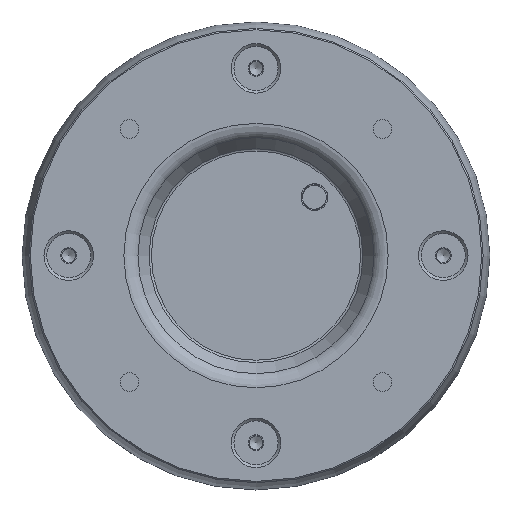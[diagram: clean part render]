
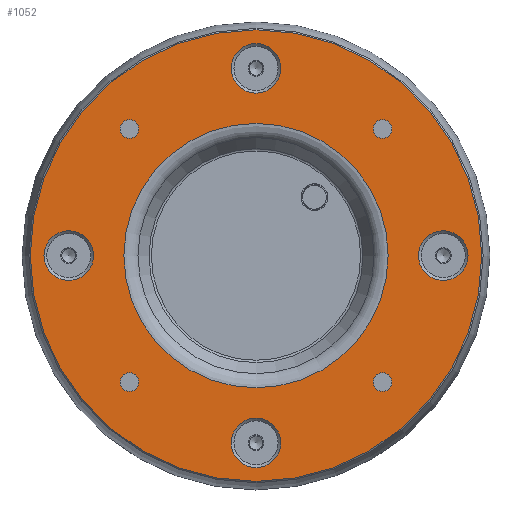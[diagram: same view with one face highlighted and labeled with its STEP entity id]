
A CAD part, top view. The second image highlights one B-rep face of the part: STEP entity #1052.
In plain terms, the highlighted planar face has unit normal (0, 0, 1).
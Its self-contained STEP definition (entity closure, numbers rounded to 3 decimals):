
#1052=ADVANCED_FACE('',(#1578,#1579,#1580,#1581,#1582,#1583,#1584,#1585,
#1586,#1587),#1362,.T.);
#1362=PLANE('',#5046);
#1578=FACE_BOUND('',#2087,.T.);
#1579=FACE_BOUND('',#2088,.T.);
#1580=FACE_BOUND('',#2089,.T.);
#1581=FACE_BOUND('',#2090,.T.);
#1582=FACE_BOUND('',#2091,.T.);
#1583=FACE_BOUND('',#2092,.T.);
#1584=FACE_BOUND('',#2093,.T.);
#1585=FACE_BOUND('',#2094,.T.);
#1586=FACE_BOUND('',#2095,.T.);
#1587=FACE_BOUND('',#2096,.T.);
#2087=EDGE_LOOP('',(#2813));
#2088=EDGE_LOOP('',(#2814));
#2089=EDGE_LOOP('',(#2815));
#2090=EDGE_LOOP('',(#2816));
#2091=EDGE_LOOP('',(#2817));
#2092=EDGE_LOOP('',(#2818));
#2093=EDGE_LOOP('',(#2819));
#2094=EDGE_LOOP('',(#2820));
#2095=EDGE_LOOP('',(#2821));
#2096=EDGE_LOOP('',(#2822));
#2813=ORIENTED_EDGE('',*,*,#4134,.T.);
#2814=ORIENTED_EDGE('',*,*,#4135,.F.);
#2815=ORIENTED_EDGE('',*,*,#4136,.T.);
#2816=ORIENTED_EDGE('',*,*,#4137,.F.);
#2817=ORIENTED_EDGE('',*,*,#4138,.T.);
#2818=ORIENTED_EDGE('',*,*,#4139,.F.);
#2819=ORIENTED_EDGE('',*,*,#4140,.T.);
#2820=ORIENTED_EDGE('',*,*,#4141,.F.);
#2821=ORIENTED_EDGE('',*,*,#4142,.T.);
#2822=ORIENTED_EDGE('',*,*,#4143,.F.);
#3711=VERTEX_POINT('',#7451);
#3712=VERTEX_POINT('',#7453);
#3713=VERTEX_POINT('',#7455);
#3714=VERTEX_POINT('',#7457);
#3715=VERTEX_POINT('',#7459);
#3716=VERTEX_POINT('',#7461);
#3717=VERTEX_POINT('',#7463);
#3718=VERTEX_POINT('',#7465);
#3719=VERTEX_POINT('',#7467);
#3720=VERTEX_POINT('',#7469);
#4134=EDGE_CURVE('',#3711,#3711,#4614,.T.);
#4135=EDGE_CURVE('',#3712,#3712,#4615,.T.);
#4136=EDGE_CURVE('',#3713,#3713,#4616,.T.);
#4137=EDGE_CURVE('',#3714,#3714,#4617,.T.);
#4138=EDGE_CURVE('',#3715,#3715,#4618,.T.);
#4139=EDGE_CURVE('',#3716,#3716,#4619,.T.);
#4140=EDGE_CURVE('',#3717,#3717,#4620,.T.);
#4141=EDGE_CURVE('',#3718,#3718,#4621,.T.);
#4142=EDGE_CURVE('',#3719,#3719,#4622,.T.);
#4143=EDGE_CURVE('',#3720,#3720,#4623,.T.);
#4614=CIRCLE('',#5036,82.);
#4615=CIRCLE('',#5037,3.4);
#4616=CIRCLE('',#5038,9.);
#4617=CIRCLE('',#5039,3.4);
#4618=CIRCLE('',#5040,9.);
#4619=CIRCLE('',#5041,3.4);
#4620=CIRCLE('',#5042,9.);
#4621=CIRCLE('',#5043,3.4);
#4622=CIRCLE('',#5044,9.);
#4623=CIRCLE('',#5045,48.);
#5036=AXIS2_PLACEMENT_3D('',#7450,#5942,#5943);
#5037=AXIS2_PLACEMENT_3D('',#7452,#5944,#5945);
#5038=AXIS2_PLACEMENT_3D('',#7454,#5946,#5947);
#5039=AXIS2_PLACEMENT_3D('',#7456,#5948,#5949);
#5040=AXIS2_PLACEMENT_3D('',#7458,#5950,#5951);
#5041=AXIS2_PLACEMENT_3D('',#7460,#5952,#5953);
#5042=AXIS2_PLACEMENT_3D('',#7462,#5954,#5955);
#5043=AXIS2_PLACEMENT_3D('',#7464,#5956,#5957);
#5044=AXIS2_PLACEMENT_3D('',#7466,#5958,#5959);
#5045=AXIS2_PLACEMENT_3D('',#7468,#5960,#5961);
#5046=AXIS2_PLACEMENT_3D('',#7470,#5962,#5963);
#5942=DIRECTION('',(0.,0.,1.));
#5943=DIRECTION('',(1.,0.,0.));
#5944=DIRECTION('',(0.,0.,1.));
#5945=DIRECTION('',(1.,0.,0.));
#5946=DIRECTION('',(0.,0.,-1.));
#5947=DIRECTION('',(1.,0.,0.));
#5948=DIRECTION('',(0.,0.,1.));
#5949=DIRECTION('',(1.,0.,0.));
#5950=DIRECTION('',(0.,0.,-1.));
#5951=DIRECTION('',(1.,0.,0.));
#5952=DIRECTION('',(0.,0.,1.));
#5953=DIRECTION('',(1.,0.,0.));
#5954=DIRECTION('',(0.,0.,-1.));
#5955=DIRECTION('',(1.,0.,0.));
#5956=DIRECTION('',(0.,0.,1.));
#5957=DIRECTION('',(1.,0.,0.));
#5958=DIRECTION('',(0.,0.,-1.));
#5959=DIRECTION('',(1.,0.,0.));
#5960=DIRECTION('',(0.,0.,1.));
#5961=DIRECTION('',(1.,0.,0.));
#5962=DIRECTION('',(0.,0.,1.));
#5963=DIRECTION('',(1.,0.,0.));
#7450=CARTESIAN_POINT('',(0.,0.,167.));
#7451=CARTESIAN_POINT('',(82.,0.,167.));
#7452=CARTESIAN_POINT('',(45.962,-45.962,167.));
#7453=CARTESIAN_POINT('',(49.362,-45.962,167.));
#7454=CARTESIAN_POINT('',(0.,-68.,167.));
#7455=CARTESIAN_POINT('',(9.,-68.,167.));
#7456=CARTESIAN_POINT('',(-45.962,-45.962,167.));
#7457=CARTESIAN_POINT('',(-42.562,-45.962,167.));
#7458=CARTESIAN_POINT('',(-68.,0.,167.));
#7459=CARTESIAN_POINT('',(-59.,0.,167.));
#7460=CARTESIAN_POINT('',(-45.962,45.962,167.));
#7461=CARTESIAN_POINT('',(-42.562,45.962,167.));
#7462=CARTESIAN_POINT('',(0.,68.,167.));
#7463=CARTESIAN_POINT('',(9.,68.,167.));
#7464=CARTESIAN_POINT('',(45.962,45.962,167.));
#7465=CARTESIAN_POINT('',(49.362,45.962,167.));
#7466=CARTESIAN_POINT('',(68.,0.,167.));
#7467=CARTESIAN_POINT('',(77.,0.,167.));
#7468=CARTESIAN_POINT('',(0.,0.,167.));
#7469=CARTESIAN_POINT('',(48.,0.,167.));
#7470=CARTESIAN_POINT('',(48.,0.,167.));
